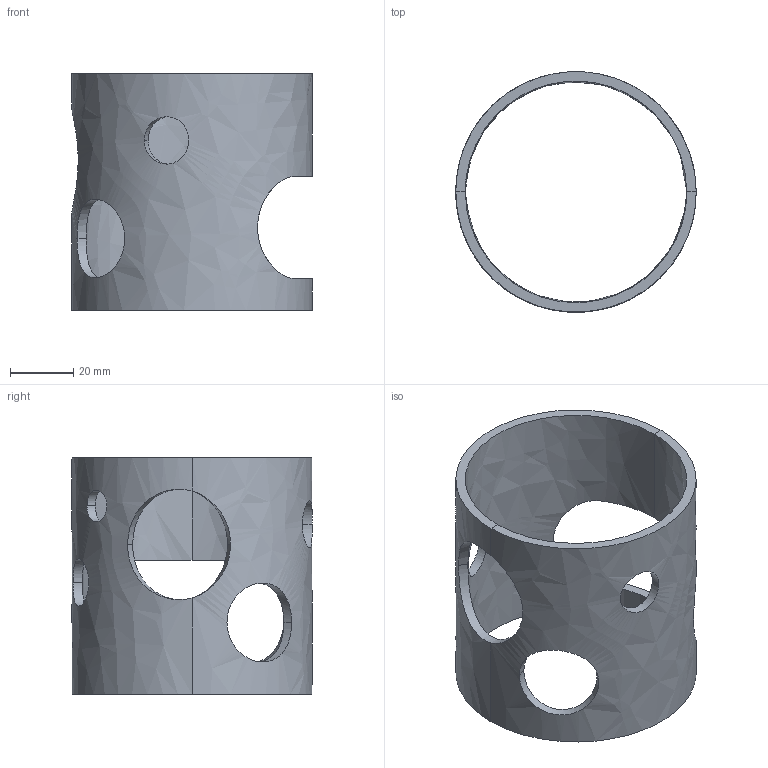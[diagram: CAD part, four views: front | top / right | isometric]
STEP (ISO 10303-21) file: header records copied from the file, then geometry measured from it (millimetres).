
FILE_DESCRIPTION(/* description */ (''),/* implementation_level */ '2;1');
FILE_NAME(/* name */ 'RODU Cylinder V3_230221',/* time_stamp */ '2021-02-23T12:26:15+00:00',/* author */ (''),/* organization */ (''),/* preprocessor_version */ 'ST-DEVELOPER v15',/* originating_system */ '',/* authorisation */ '');
FILE_SCHEMA (('AUTOMOTIVE_DESIGN'));
Length unit declared in the file: millimetre
Products named in the file (1): Document
Bounding box: 76.2 x 76.2 x 75 mm (x, y, z)
Volume: 40112.2 mm3; surface area: 29522.4 mm2
Topology: 1 solids, 1 shells, 20 faces, 60 edges, 36 vertices
Faces by surface type: bspline 20
Entity records: 3077 total; most frequent: CARTESIAN_POINT 2708, ORIENTED_EDGE 120, EDGE_CURVE 60, B_SPLINE_CURVE_WITH_KNOTS 40, VERTEX_POINT 36, EDGE_LOOP 28, ADVANCED_FACE 20, FACE_OUTER_BOUND 20
